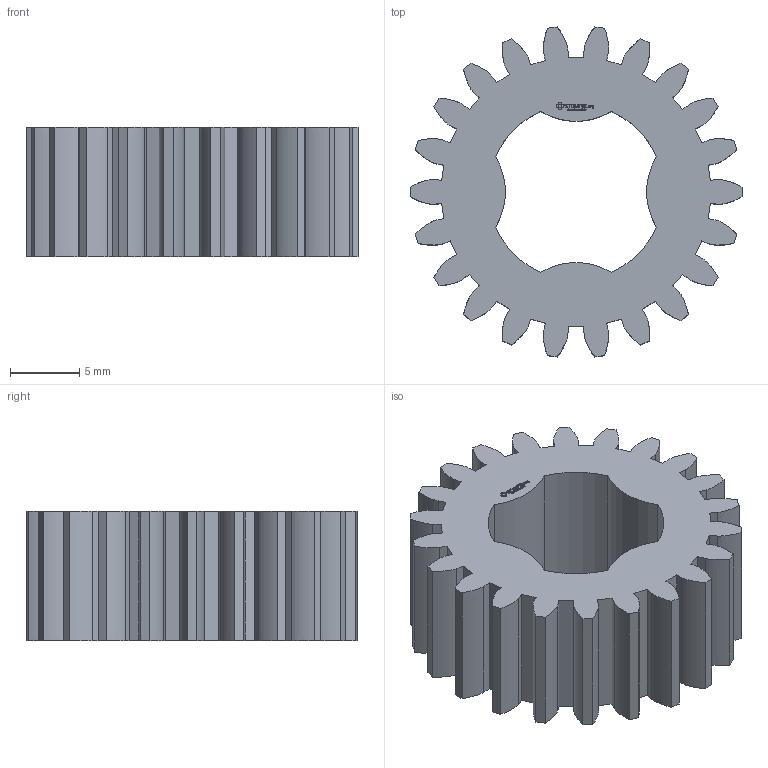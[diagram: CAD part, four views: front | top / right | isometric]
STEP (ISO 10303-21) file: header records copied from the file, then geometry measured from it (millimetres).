
FILE_DESCRIPTION(('FreeCAD Model'),'2;1');
FILE_NAME('Open CASCADE Shape Model','2024-03-09T18:09:13',(''),(''), 'Open CASCADE STEP processor 7.6','FreeCAD','Unknown');
FILE_SCHEMA(('AUTOMOTIVE_DESIGN { 1 0 10303 214 1 1 1 1 }'));
Length unit declared in the file: millimetre
Products named in the file (1): Gear Wheel PLN TTH22 BU00.75 SFT-SHD - SPN-GWH-0067 (stemfie.org)
Bounding box: 23.99 x 23.85 x 9.38 mm (x, y, z)
Volume: 2458.5 mm3; surface area: 2259.9 mm2
Topology: 1 solids, 1 shells, 600 faces, 1701 edges, 1134 vertices
Faces by surface type: plane 314, extrusion 278, cylinder 8
Entity records: 49719 total; most frequent: CARTESIAN_POINT 13378, DIRECTION 4931, VECTOR 4237, LINE 3959, ORIENTED_EDGE 3402, PCURVE 3402, DEFINITIONAL_REPRESENTATION 3402, EDGE_CURVE 1701
